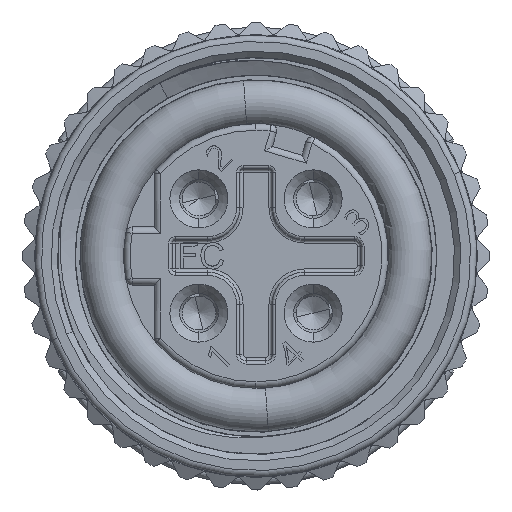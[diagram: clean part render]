
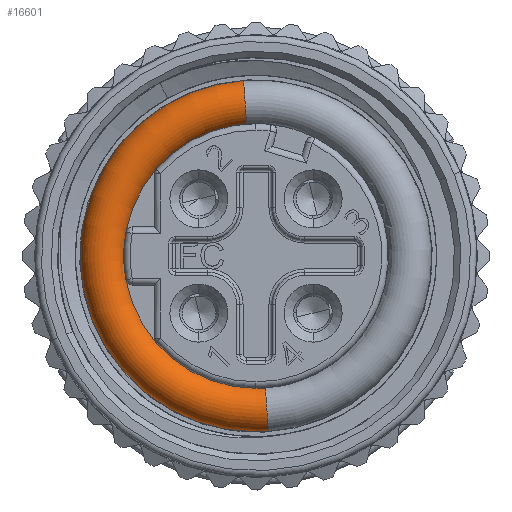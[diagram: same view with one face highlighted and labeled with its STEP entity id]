
A CAD part, left-side view. The second image highlights one B-rep face of the part: STEP entity #16601.
In plain terms, the highlighted toroidal (fillet/blend) face has major radius 4.75 mm and minor radius 0.7 mm.
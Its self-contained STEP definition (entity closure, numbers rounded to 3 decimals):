
#1034=CARTESIAN_POINT('',(-139.,0.,0.));
#1035=DIRECTION('',(-1.,0.,0.));
#1036=DIRECTION('',(0.,0.982,-0.188));
#1037=AXIS2_PLACEMENT_3D('',#1034,#1035,#1036);
#1065=CARTESIAN_POINT('',(-139.,0.,0.));
#1066=DIRECTION('',(-1.,0.,0.));
#1067=DIRECTION('',(0.,0.763,0.647));
#1068=AXIS2_PLACEMENT_3D('',#1065,#1066,#1067);
#1090=CARTESIAN_POINT('',(-138.49,0.,0.));
#1091=DIRECTION('',(-1.,0.,0.));
#1092=DIRECTION('',(0.,0.,-1.));
#1093=AXIS2_PLACEMENT_3D('',#1090,#1091,#1092);
#1095=CARTESIAN_POINT('',(-138.49,0.,0.));
#1096=DIRECTION('',(-1.,0.,0.));
#1097=DIRECTION('',(0.,0.071,0.997));
#1098=AXIS2_PLACEMENT_3D('',#1095,#1096,#1097);
#1100=CARTESIAN_POINT('',(-138.749,0.336,
4.738));
#1101=DIRECTION('',(0.,0.997,-0.071));
#1102=DIRECTION('',(0.,0.071,0.997));
#1103=AXIS2_PLACEMENT_3D('',#1100,#1101,#1102);
#1105=CARTESIAN_POINT('',(-138.749,0.336,
4.738));
#1106=DIRECTION('',(0.,0.997,-0.071));
#1107=DIRECTION('',(-0.371,-0.066,-0.926));
#1108=AXIS2_PLACEMENT_3D('',#1105,#1106,#1107);
#1110=CARTESIAN_POINT('',(-139.009,0.,0.));
#1111=DIRECTION('',(1.,0.,0.));
#1112=DIRECTION('',(0.,0.756,0.654));
#1113=AXIS2_PLACEMENT_3D('',#1110,#1111,#1112);
#1115=CARTESIAN_POINT('',(-139.,3.124,2.65));
#1116=CARTESIAN_POINT('',(-139.002,3.122,2.654));
#1117=CARTESIAN_POINT('',(-139.005,3.117,2.661));
#1118=CARTESIAN_POINT('',(-139.009,3.11,2.672));
#1119=CARTESIAN_POINT('',(-139.009,3.104,2.678));
#1120=CARTESIAN_POINT('',(-139.009,3.101,2.682));
#1122=CARTESIAN_POINT('',(-139.009,4.033,
0.736));
#1123=CARTESIAN_POINT('',(-139.009,4.033,
0.74));
#1124=CARTESIAN_POINT('',(-139.009,4.031,
0.749));
#1125=CARTESIAN_POINT('',(-139.005,4.027,
0.761));
#1126=CARTESIAN_POINT('',(-139.002,4.024,
0.769));
#1127=CARTESIAN_POINT('',(-139.,4.023,0.773));
#1129=CARTESIAN_POINT('',(-139.009,0.,0.));
#1130=DIRECTION('',(1.,0.,0.));
#1131=DIRECTION('',(0.,0.984,-0.179));
#1132=AXIS2_PLACEMENT_3D('',#1129,#1130,#1131);
#1134=CARTESIAN_POINT('',(-139.,4.023,-0.773));
#1135=CARTESIAN_POINT('',(-139.002,4.024,
-0.769));
#1136=CARTESIAN_POINT('',(-139.005,4.027,
-0.762));
#1137=CARTESIAN_POINT('',(-139.009,4.031,
-0.749));
#1138=CARTESIAN_POINT('',(-139.009,4.033,
-0.74));
#1139=CARTESIAN_POINT('',(-139.009,4.033,
-0.736));
#1141=CARTESIAN_POINT('',(-139.009,3.101,
-2.682));
#1142=CARTESIAN_POINT('',(-139.009,3.104,
-2.678));
#1143=CARTESIAN_POINT('',(-139.009,3.11,
-2.672));
#1144=CARTESIAN_POINT('',(-139.005,3.117,
-2.661));
#1145=CARTESIAN_POINT('',(-139.002,3.122,
-2.654));
#1146=CARTESIAN_POINT('',(-139.,3.124,-2.65));
#1148=CARTESIAN_POINT('',(-139.009,0.,0.));
#1149=DIRECTION('',(1.,0.,0.));
#1150=DIRECTION('',(0.,0.,-1.));
#1151=AXIS2_PLACEMENT_3D('',#1148,#1149,#1150);
#1153=CARTESIAN_POINT('',(-139.009,0.,0.));
#1154=DIRECTION('',(1.,0.,0.));
#1155=DIRECTION('',(0.,-0.071,-0.997));
#1156=AXIS2_PLACEMENT_3D('',#1153,#1154,#1155);
#10426=CARTESIAN_POINT('',(-138.749,-0.336,
-4.738));
#10427=DIRECTION('',(0.,-0.997,0.071));
#10428=DIRECTION('',(-0.371,0.066,0.926));
#10429=AXIS2_PLACEMENT_3D('',#10426,#10427,#10428);
#10470=CARTESIAN_POINT('',(-138.749,-0.336,
-4.738));
#10471=DIRECTION('',(0.,-0.997,0.071));
#10472=DIRECTION('',(0.,-0.071,-0.997));
#10473=AXIS2_PLACEMENT_3D('',#10470,#10471,#10472);
#13417=CARTESIAN_POINT('',(-138.49,0.29,
4.09));
#13419=VERTEX_POINT('',#13417);
#13561=CARTESIAN_POINT('',(-139.009,-0.29,
-4.09));
#13562=CARTESIAN_POINT('',(-139.009,0.,-4.1));
#13563=VERTEX_POINT('',#13561);
#13564=VERTEX_POINT('',#13562);
#13597=CARTESIAN_POINT('',(-138.49,0.,-4.1));
#13598=VERTEX_POINT('',#13597);
#13780=CARTESIAN_POINT('',(-139.009,3.101,
-2.682));
#13782=VERTEX_POINT('',#13780);
#14250=CARTESIAN_POINT('',(-139.009,3.101,
2.682));
#14251=CARTESIAN_POINT('',(-139.009,0.29,
4.09));
#14252=VERTEX_POINT('',#14250);
#14253=VERTEX_POINT('',#14251);
#14254=VERTEX_POINT('',#1146);
#14324=CARTESIAN_POINT('',(-139.,4.023,-0.772));
#14325=VERTEX_POINT('',#14324);
#14370=CARTESIAN_POINT('',(-138.749,-0.386,
-5.436));
#14371=CARTESIAN_POINT('',(-138.49,-0.29,
-4.09));
#14372=VERTEX_POINT('',#14370);
#14373=VERTEX_POINT('',#14371);
#14613=VERTEX_POINT('',#1139);
#15043=CARTESIAN_POINT('',(-139.009,4.033,
0.736));
#15044=VERTEX_POINT('',#15043);
#15160=VERTEX_POINT('',#1115);
#15192=VERTEX_POINT('',#1127);
#15538=CARTESIAN_POINT('',(-138.749,0.386,
5.436));
#15539=VERTEX_POINT('',#15538);
#16572=CARTESIAN_POINT('',(-138.749,0.,0.));
#16573=DIRECTION('',(-1.,0.,0.));
#16574=DIRECTION('',(0.,0.071,0.997));
#16575=AXIS2_PLACEMENT_3D('',#16572,#16573,#16574);
#16576=TOROIDAL_SURFACE('',#16575,4.75,0.7);
#16578=ORIENTED_EDGE('',*,*,#16577,.F.);
#16580=ORIENTED_EDGE('',*,*,#16579,.F.);
#16582=ORIENTED_EDGE('',*,*,#16581,.F.);
#16584=ORIENTED_EDGE('',*,*,#16583,.F.);
#16585=ORIENTED_EDGE('',*,*,#16324,.F.);
#16586=ORIENTED_EDGE('',*,*,#16542,.F.);
#16587=ORIENTED_EDGE('',*,*,#16527,.T.);
#16588=ORIENTED_EDGE('',*,*,#16510,.F.);
#16589=ORIENTED_EDGE('',*,*,#16494,.F.);
#16590=ORIENTED_EDGE('',*,*,#16480,.F.);
#16591=ORIENTED_EDGE('',*,*,#16464,.T.);
#16592=ORIENTED_EDGE('',*,*,#16447,.F.);
#16593=ORIENTED_EDGE('',*,*,#16430,.F.);
#16594=ORIENTED_EDGE('',*,*,#16415,.F.);
#16596=ORIENTED_EDGE('',*,*,#16595,.T.);
#16598=ORIENTED_EDGE('',*,*,#16597,.T.);
#16599=EDGE_LOOP('',(#16578,#16580,#16582,#16584,#16585,#16586,#16587,#16588,
#16589,#16590,#16591,#16592,#16593,#16594,#16596,#16598));
#16600=FACE_OUTER_BOUND('',#16599,.F.);
#16601=ADVANCED_FACE('',(#16600),#16576,.T.);
#1038=CIRCLE('',#1037,4.096);
#1069=CIRCLE('',#1068,4.096);
#1094=CIRCLE('',#1093,4.1);
#1099=CIRCLE('',#1098,4.1);
#1104=CIRCLE('',#1103,0.7);
#1109=CIRCLE('',#1108,0.7);
#1114=CIRCLE('',#1113,4.1);
#1121=B_SPLINE_CURVE_WITH_KNOTS('',3,(#1115,#1116,#1117,#1118,#1119,#1120),
.UNSPECIFIED.,.F.,.F.,(4,1,1,4),(0.,0.333,0.667,1.),
.UNSPECIFIED.);
#1128=B_SPLINE_CURVE_WITH_KNOTS('',3,(#1122,#1123,#1124,#1125,#1126,#1127),
.UNSPECIFIED.,.F.,.F.,(4,1,1,4),(0.,0.333,0.667,1.),
.UNSPECIFIED.);
#1133=CIRCLE('',#1132,4.1);
#1140=B_SPLINE_CURVE_WITH_KNOTS('',3,(#1134,#1135,#1136,#1137,#1138,#1139),
.UNSPECIFIED.,.F.,.F.,(4,1,1,4),(0.,0.333,0.667,1.),
.UNSPECIFIED.);
#1147=B_SPLINE_CURVE_WITH_KNOTS('',3,(#1141,#1142,#1143,#1144,#1145,#1146),
.UNSPECIFIED.,.F.,.F.,(4,1,1,4),(0.,0.333,0.667,1.),
.UNSPECIFIED.);
#1152=CIRCLE('',#1151,4.1);
#1157=CIRCLE('',#1156,4.1);
#10430=CIRCLE('',#10429,0.7);
#10474=CIRCLE('',#10473,0.7);
#16324=EDGE_CURVE('',#14252,#14253,#1114,.T.);
#16415=EDGE_CURVE('',#13563,#13564,#1157,.T.);
#16430=EDGE_CURVE('',#13564,#13782,#1152,.T.);
#16447=EDGE_CURVE('',#13782,#14254,#1147,.T.);
#16464=EDGE_CURVE('',#14325,#14254,#1038,.T.);
#16480=EDGE_CURVE('',#14325,#14613,#1140,.T.);
#16494=EDGE_CURVE('',#14613,#15044,#1133,.T.);
#16510=EDGE_CURVE('',#15044,#15192,#1128,.T.);
#16527=EDGE_CURVE('',#15160,#15192,#1069,.T.);
#16542=EDGE_CURVE('',#15160,#14252,#1121,.T.);
#16577=EDGE_CURVE('',#13598,#14373,#1094,.T.);
#16579=EDGE_CURVE('',#13419,#13598,#1099,.T.);
#16581=EDGE_CURVE('',#15539,#13419,#1104,.T.);
#16583=EDGE_CURVE('',#14253,#15539,#1109,.T.);
#16595=EDGE_CURVE('',#13563,#14372,#10430,.T.);
#16597=EDGE_CURVE('',#14372,#14373,#10474,.T.);
